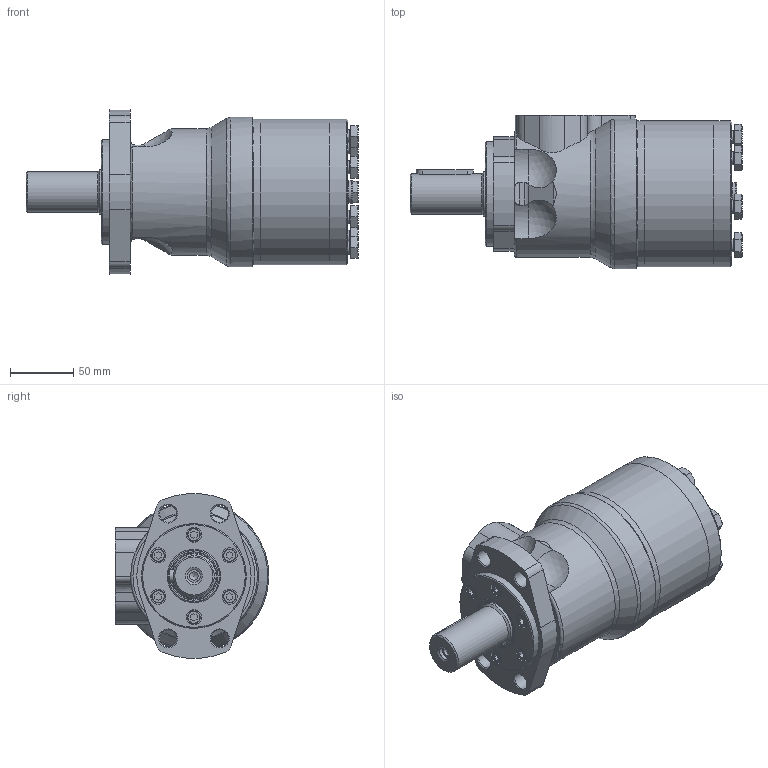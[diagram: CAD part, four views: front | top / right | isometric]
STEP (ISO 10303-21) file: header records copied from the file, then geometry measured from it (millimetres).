
FILE_DESCRIPTION( ( 'STEP AP214' ), '1' );
FILE_NAME( 'MH400CU.stp', '2019-11-14T10:15:47', ( '' ), ( '' ), ' ', 'PARTsolutions', ' ' );
FILE_SCHEMA( ( 'AUTOMOTIVE_DESIGN { 1 0 10303 214 1 1 1 1 }' ) );
Length unit declared in the file: millimetre
Products named in the file (8): MH400CU; _MH-FC; _MH-BO; _MHCSH; _MH-VP; _MH400D; _MH-EC; HI_Hexagon bolt DIN 931-1 M10x1000
Assembly tree (13 placements, depth 2):
  MH400CU
    _MH-FC
    _MH-BO
    _MHCSH
    _MH-VP
    _MH400D
    _MH-EC
    HI_Hexagon bolt DIN 931-1 M10x1000  x7
Bounding box: 261.6 x 121 x 129.6 mm (x, y, z)
Volume: 1845242.3 mm3; surface area: 239459.3 mm2
Topology: 13 solids, 13 shells, 433 faces, 980 edges, 625 vertices
Faces by surface type: plane 188, cylinder 123, cone 90, torus 28, sphere 4
Full cylindrical faces by diameter (mm): 2 x2, 6 x6, 6.647 x5, 8.376 x7, 10 x14, 10.4 x14, 10.5 x7, 12 x6, 13.5 x4, 16 x7, 17 x1, 18 x1, 18.631 x2, 32 x1, 35 x2, 35.4 x1, 35.7 x1, 38 x1, 42 x1, 48 x1, 56.5 x1, 82.3 x1, 82.5 x1, 82.55 x1, 115 x3, 118 x1
Entity records: 11353 total; most frequent: CARTESIAN_POINT 2023, DIRECTION 1430, ORIENTED_EDGE 1108, AXIS2_PLACEMENT_3D 604, EDGE_CURVE 554, EDGE_LOOP 544, VERTEX_POINT 450, FACE_OUTER_BOUND 411
